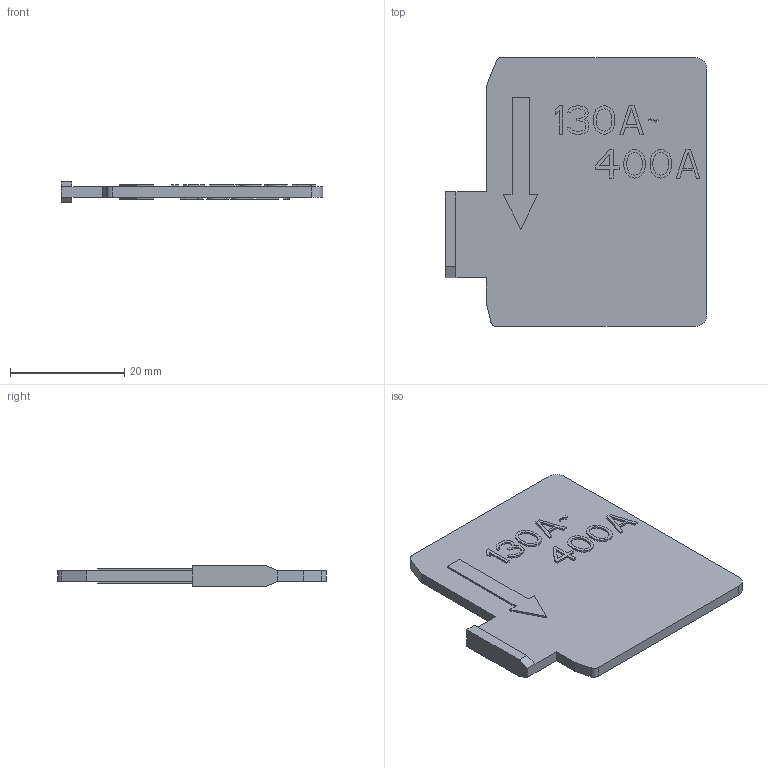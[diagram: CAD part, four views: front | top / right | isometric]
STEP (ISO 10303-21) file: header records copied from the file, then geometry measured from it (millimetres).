
FILE_DESCRIPTION (( 'STEP AP203' ), '1' );
FILE_NAME ('HMX1-PBR-CR.step', '2022-11-01T18:15:36', ( '' ), ( '' ), 'SwSTEP 2.0', 'SolidWorks 2021', '' );
FILE_SCHEMA (( 'CONFIG_CONTROL_DESIGN' ));
Length unit declared in the file: millimetre
Products named in the file (1): HMX1-PBR-CR
Bounding box: 45.79 x 47 x 3.6 mm (x, y, z)
Volume: 3748.8 mm3; surface area: 4363.2 mm2
Topology: 1 solids, 1 shells, 548 faces, 1540 edges, 1026 vertices
Faces by surface type: plane 544, cylinder 4
Entity records: 17373 total; most frequent: CARTESIAN_POINT 3115, ORIENTED_EDGE 3080, DIRECTION 2646, EDGE_CURVE 1540, LINE 1532, VECTOR 1532, VERTEX_POINT 1026, EDGE_LOOP 580
